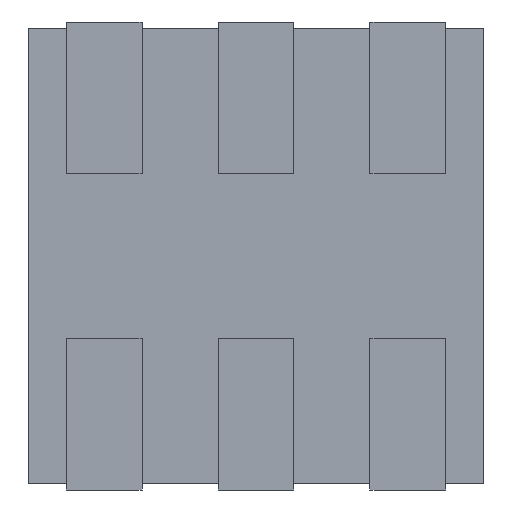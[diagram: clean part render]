
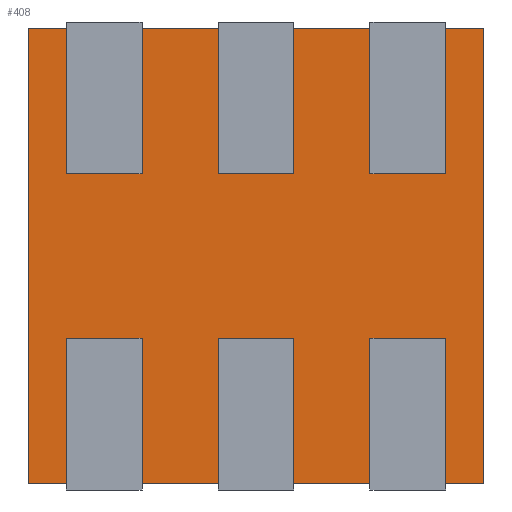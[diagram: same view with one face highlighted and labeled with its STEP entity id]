
A CAD part, front view. The second image highlights one B-rep face of the part: STEP entity #408.
In plain terms, the highlighted planar face has unit normal (0, -1, 0).
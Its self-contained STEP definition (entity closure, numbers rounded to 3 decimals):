
#81 = CARTESIAN_POINT ( 'NONE',  ( -0.75, 0.03, 0.75 ) ) ;
#95 = EDGE_CURVE ( 'NONE', #330, #1113, #1395, .T. ) ;
#197 = CARTESIAN_POINT ( 'NONE',  ( -0.75, 0.03, -0.75 ) ) ;
#282 = ORIENTED_EDGE ( 'NONE', *, *, #1418, .F. ) ;
#330 = VERTEX_POINT ( 'NONE', #1285 ) ;
#408 = ADVANCED_FACE ( 'NONE', ( #1761 ), #596, .T. ) ;
#425 = DIRECTION ( 'NONE',  ( 1., 0., 0. ) ) ;
#452 = VECTOR ( 'NONE', #1525, 1000. ) ;
#495 = EDGE_LOOP ( 'NONE', ( #1390, #1492, #954, #282 ) ) ;
#541 = EDGE_CURVE ( 'NONE', #1373, #1939, #1679, .T. ) ;
#564 = CARTESIAN_POINT ( 'NONE',  ( -0.75, 0.03, 0.75 ) ) ;
#596 = PLANE ( 'NONE',  #1100 ) ;
#648 = DIRECTION ( 'NONE',  ( -1., 0., 0. ) ) ;
#676 = DIRECTION ( 'NONE',  ( 0., -1., 0. ) ) ;
#685 = VECTOR ( 'NONE', #425, 1000. ) ;
#810 = DIRECTION ( 'NONE',  ( 0., 0., -1. ) ) ;
#838 = EDGE_CURVE ( 'NONE', #1113, #1373, #1867, .T. ) ;
#954 = ORIENTED_EDGE ( 'NONE', *, *, #95, .F. ) ;
#1100 = AXIS2_PLACEMENT_3D ( 'NONE', #1162, #676, #810 ) ;
#1113 = VERTEX_POINT ( 'NONE', #564 ) ;
#1162 = CARTESIAN_POINT ( 'NONE',  ( 0.75, 0.03, -0.75 ) ) ;
#1240 = CARTESIAN_POINT ( 'NONE',  ( -0.75, 0.03, 0.75 ) ) ;
#1285 = CARTESIAN_POINT ( 'NONE',  ( -0.75, 0.03, -0.75 ) ) ;
#1373 = VERTEX_POINT ( 'NONE', #1513 ) ;
#1390 = ORIENTED_EDGE ( 'NONE', *, *, #541, .F. ) ;
#1395 = LINE ( 'NONE', #1240, #1698 ) ;
#1418 = EDGE_CURVE ( 'NONE', #1939, #330, #1670, .T. ) ;
#1492 = ORIENTED_EDGE ( 'NONE', *, *, #838, .F. ) ;
#1513 = CARTESIAN_POINT ( 'NONE',  ( 0.75, 0.03, 0.75 ) ) ;
#1525 = DIRECTION ( 'NONE',  ( 0., 0., -1. ) ) ;
#1571 = DIRECTION ( 'NONE',  ( 0., 0., 1. ) ) ;
#1670 = LINE ( 'NONE', #197, #1949 ) ;
#1679 = LINE ( 'NONE', #1853, #452 ) ;
#1698 = VECTOR ( 'NONE', #1571, 1000. ) ;
#1761 = FACE_OUTER_BOUND ( 'NONE', #495, .T. ) ;
#1842 = CARTESIAN_POINT ( 'NONE',  ( 0.75, 0.03, -0.75 ) ) ;
#1853 = CARTESIAN_POINT ( 'NONE',  ( 0.75, 0.03, 0.75 ) ) ;
#1867 = LINE ( 'NONE', #81, #685 ) ;
#1939 = VERTEX_POINT ( 'NONE', #1842 ) ;
#1949 = VECTOR ( 'NONE', #648, 1000. ) ;
